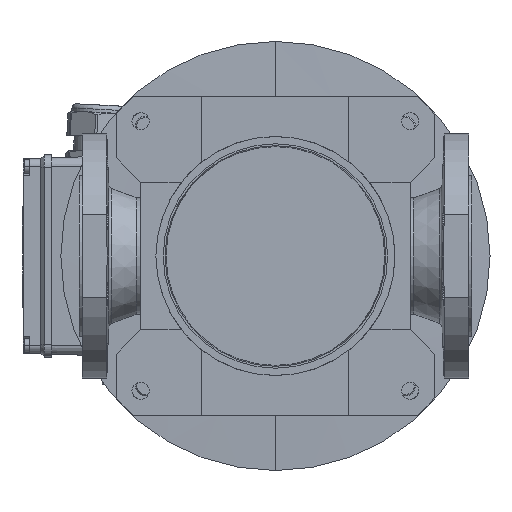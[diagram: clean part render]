
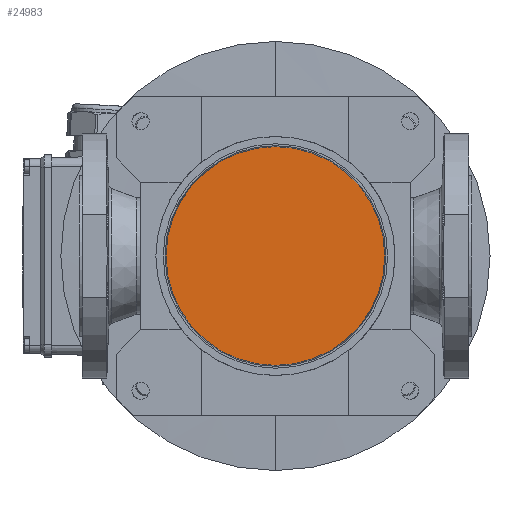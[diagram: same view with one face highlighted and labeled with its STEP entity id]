
A CAD part, front view. The second image highlights one B-rep face of the part: STEP entity #24983.
In plain terms, the highlighted planar face has unit normal (0, -1, 0).
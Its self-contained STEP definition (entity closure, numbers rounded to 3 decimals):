
#7550 = EDGE_CURVE ( 'NONE', #57668, #95957, #16585, .T. ) ;
#10714 = DIRECTION ( 'NONE',  ( 0., 0., 1. ) ) ;
#13792 = PLANE ( 'NONE',  #20299 ) ;
#16585 = CIRCLE ( 'NONE', #95995, 89.214 ) ;
#20129 = DIRECTION ( 'NONE',  ( 0., 1., 0. ) ) ;
#20299 = AXIS2_PLACEMENT_3D ( 'NONE', #63574, #104557, #115962 ) ;
#22569 = FACE_OUTER_BOUND ( 'NONE', #89194, .T. ) ;
#24589 = CARTESIAN_POINT ( 'NONE',  ( 0., -46., 0. ) ) ;
#24983 = ADVANCED_FACE ( 'NONE', ( #22569 ), #13792, .T. ) ;
#27497 = DIRECTION ( 'NONE',  ( 0., 1., 0. ) ) ;
#35166 = ORIENTED_EDGE ( 'NONE', *, *, #38119, .F. ) ;
#38119 = EDGE_CURVE ( 'NONE', #95957, #57668, #63907, .T. ) ;
#39276 = ORIENTED_EDGE ( 'NONE', *, *, #7550, .F. ) ;
#55327 = AXIS2_PLACEMENT_3D ( 'NONE', #78627, #27497, #68540 ) ;
#57668 = VERTEX_POINT ( 'NONE', #78860 ) ;
#63574 = CARTESIAN_POINT ( 'NONE',  ( 0., -46., 0. ) ) ;
#63907 = CIRCLE ( 'NONE', #55327, 89.214 ) ;
#68540 = DIRECTION ( 'NONE',  ( 0., 0., 1. ) ) ;
#78627 = CARTESIAN_POINT ( 'NONE',  ( 0., -46., 0. ) ) ;
#78860 = CARTESIAN_POINT ( 'NONE',  ( 0., -46., -89.214 ) ) ;
#89194 = EDGE_LOOP ( 'NONE', ( #39276, #35166 ) ) ;
#95957 = VERTEX_POINT ( 'NONE', #123512 ) ;
#95995 = AXIS2_PLACEMENT_3D ( 'NONE', #24589, #20129, #10714 ) ;
#104557 = DIRECTION ( 'NONE',  ( 0., -1., 0. ) ) ;
#115962 = DIRECTION ( 'NONE',  ( 0., 0., -1. ) ) ;
#123512 = CARTESIAN_POINT ( 'NONE',  ( 0., -46., 89.214 ) ) ;
